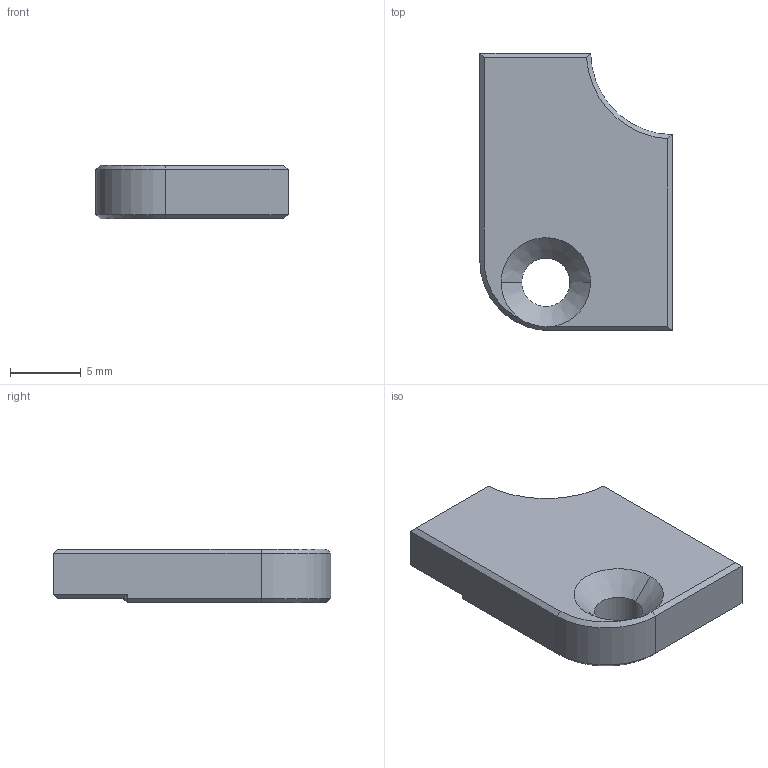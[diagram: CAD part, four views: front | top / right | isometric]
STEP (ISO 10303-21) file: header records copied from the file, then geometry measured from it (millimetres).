
FILE_DESCRIPTION (( 'STEP AP214' ), '1' );
FILE_NAME ('fore_arm.STEP', '2025-05-27T14:01:34', ( '' ), ( '' ), 'SwSTEP 2.0', 'SolidWorks 2025', '' );
FILE_SCHEMA (( 'AUTOMOTIVE_DESIGN' ));
Length unit declared in the file: millimetre
Products named in the file (1): fore_arm_wire_cover
Bounding box: 13.54 x 19.54 x 3.8 mm (x, y, z)
Volume: 796.8 mm3; surface area: 687.3 mm2
Topology: 1 solids, 1 shells, 35 faces, 79 edges, 45 vertices
Faces by surface type: plane 22, cone 9, cylinder 4
Entity records: 987 total; most frequent: CARTESIAN_POINT 188, DIRECTION 162, ORIENTED_EDGE 158, EDGE_CURVE 79, AXIS2_PLACEMENT_3D 55, VECTOR 52, LINE 52, VERTEX_POINT 45
